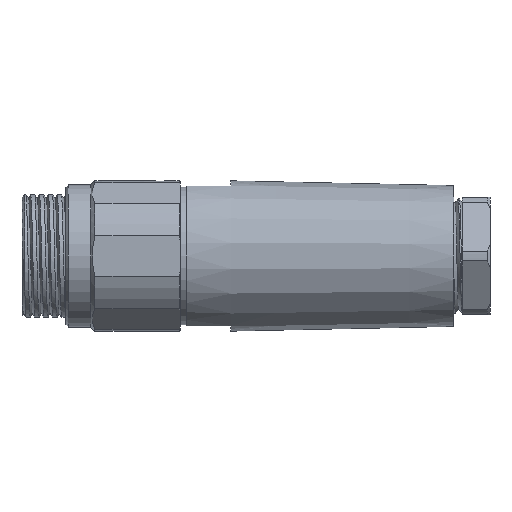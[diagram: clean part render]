
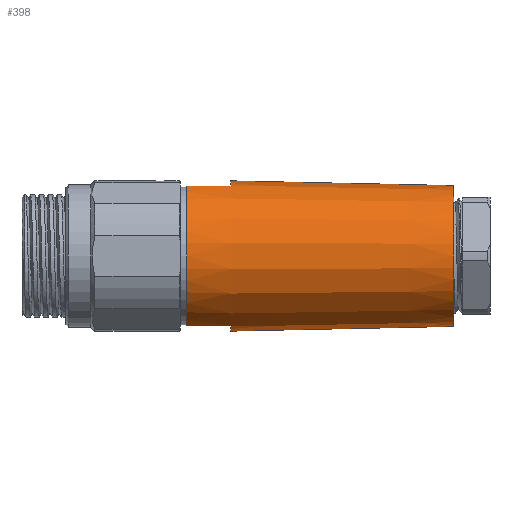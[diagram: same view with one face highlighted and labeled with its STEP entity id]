
A CAD part, front view. The second image highlights one B-rep face of the part: STEP entity #398.
In plain terms, the highlighted conical face has half-angle 1.201 degrees and reference radius 13.1 mm.
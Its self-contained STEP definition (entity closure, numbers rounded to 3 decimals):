
#215=B_SPLINE_CURVE_WITH_KNOTS('',3,(#4850,#4851,#4852,#4853,#4854,#4855),
 .UNSPECIFIED.,.F.,.F.,(4,1,1,4),(0.,0.333,0.667,1.),
 .UNSPECIFIED.);
#216=B_SPLINE_CURVE_WITH_KNOTS('',3,(#4869,#4870,#4871,#4872,#4873,#4874),
 .UNSPECIFIED.,.F.,.F.,(4,1,1,4),(0.,0.333,0.667,1.),
 .UNSPECIFIED.);
#294=CONICAL_SURFACE('',#2366,13.1,1.201);
#398=ADVANCED_FACE('',(#558),#294,.T.);
#558=FACE_OUTER_BOUND('',#702,.T.);
#702=EDGE_LOOP('',(#1311,#1312,#1313,#1314,#1315,#1316,#1317,#1318));
#821=CIRCLE('',#2347,12.6);
#826=CIRCLE('',#2354,13.436);
#827=CIRCLE('',#2356,13.436);
#828=CIRCLE('',#2359,13.6);
#1311=ORIENTED_EDGE('',*,*,#1905,.T.);
#1312=ORIENTED_EDGE('',*,*,#1901,.F.);
#1313=ORIENTED_EDGE('',*,*,#1899,.T.);
#1314=ORIENTED_EDGE('',*,*,#1895,.T.);
#1315=ORIENTED_EDGE('',*,*,#1893,.F.);
#1316=ORIENTED_EDGE('',*,*,#1886,.T.);
#1317=ORIENTED_EDGE('',*,*,#1892,.T.);
#1318=ORIENTED_EDGE('',*,*,#1898,.T.);
#1611=VERTEX_POINT('',#4814);
#1612=VERTEX_POINT('',#4815);
#1617=VERTEX_POINT('',#4836);
#1618=VERTEX_POINT('',#4839);
#1619=VERTEX_POINT('',#4843);
#1620=VERTEX_POINT('',#4847);
#1621=VERTEX_POINT('',#4856);
#1622=VERTEX_POINT('',#4860);
#1886=EDGE_CURVE('',#1611,#1612,#821,.T.);
#1892=EDGE_CURVE('',#1612,#1617,#2045,.T.);
#1893=EDGE_CURVE('',#1611,#1618,#2046,.T.);
#1895=EDGE_CURVE('',#1619,#1618,#826,.T.);
#1898=EDGE_CURVE('',#1617,#1620,#827,.T.);
#1899=EDGE_CURVE('',#1621,#1619,#215,.T.);
#1901=EDGE_CURVE('',#1621,#1622,#828,.T.);
#1905=EDGE_CURVE('',#1620,#1622,#216,.T.);
#2045=LINE('',#4837,#2142);
#2046=LINE('',#4838,#2143);
#2142=VECTOR('',#2837,1.);
#2143=VECTOR('',#2838,1.);
#2347=AXIS2_PLACEMENT_3D('',#4813,#2827,#2828);
#2354=AXIS2_PLACEMENT_3D('',#4842,#2843,#2844);
#2356=AXIS2_PLACEMENT_3D('',#4848,#2849,#2850);
#2359=AXIS2_PLACEMENT_3D('',#4859,#2856,#2857);
#2366=AXIS2_PLACEMENT_3D('',#4876,#2871,#2872);
#2827=DIRECTION('',(-1.,0.,0.));
#2828=DIRECTION('',(0.,0.,-1.));
#2837=DIRECTION('',(-1.,0.,0.021));
#2838=DIRECTION('',(-1.,0.,-0.021));
#2843=DIRECTION('',(1.,0.,0.));
#2844=DIRECTION('',(0.,-0.367,-0.93));
#2849=DIRECTION('',(1.,0.,0.));
#2850=DIRECTION('',(0.,0.,1.));
#2856=DIRECTION('',(-1.,0.,0.));
#2857=DIRECTION('',(0.,-0.394,-0.919));
#2871=DIRECTION('',(-1.,0.,0.));
#2872=DIRECTION('',(0.,0.,1.));
#4813=CARTESIAN_POINT('',(55.4,0.,0.));
#4814=CARTESIAN_POINT('',(55.4,0.,-12.6));
#4815=CARTESIAN_POINT('',(55.4,0.,12.6));
#4836=CARTESIAN_POINT('',(15.5,0.,13.436));
#4837=CARTESIAN_POINT('',(55.4,0.,12.6));
#4838=CARTESIAN_POINT('',(55.4,0.,-12.6));
#4839=CARTESIAN_POINT('',(15.5,0.,-13.436));
#4842=CARTESIAN_POINT('',(15.5,0.,0.));
#4843=CARTESIAN_POINT('',(15.5,-4.928,-12.5));
#4847=CARTESIAN_POINT('',(15.5,-4.928,12.5));
#4848=CARTESIAN_POINT('',(15.5,0.,0.));
#4850=CARTESIAN_POINT('',(7.7,-5.358,-12.5));
#4851=CARTESIAN_POINT('',(8.581,-5.311,-12.5));
#4852=CARTESIAN_POINT('',(10.334,-5.217,-12.5));
#4853=CARTESIAN_POINT('',(12.934,-5.074,-12.5));
#4854=CARTESIAN_POINT('',(14.648,-4.977,-12.5));
#4855=CARTESIAN_POINT('',(15.5,-4.928,-12.5));
#4856=CARTESIAN_POINT('',(7.7,-5.358,-12.5));
#4859=CARTESIAN_POINT('',(7.7,0.,0.));
#4860=CARTESIAN_POINT('',(7.7,-5.358,12.5));
#4869=CARTESIAN_POINT('',(15.5,-4.928,12.5));
#4870=CARTESIAN_POINT('',(14.648,-4.977,12.5));
#4871=CARTESIAN_POINT('',(12.934,-5.074,12.5));
#4872=CARTESIAN_POINT('',(10.334,-5.217,12.5));
#4873=CARTESIAN_POINT('',(8.581,-5.311,12.5));
#4874=CARTESIAN_POINT('',(7.7,-5.358,12.5));
#4876=CARTESIAN_POINT('',(31.55,0.,0.));
